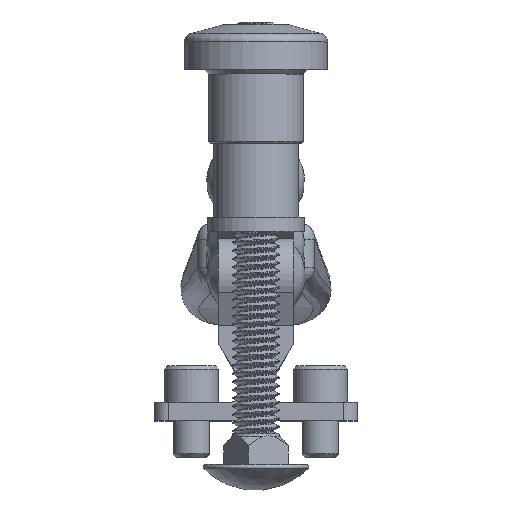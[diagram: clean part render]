
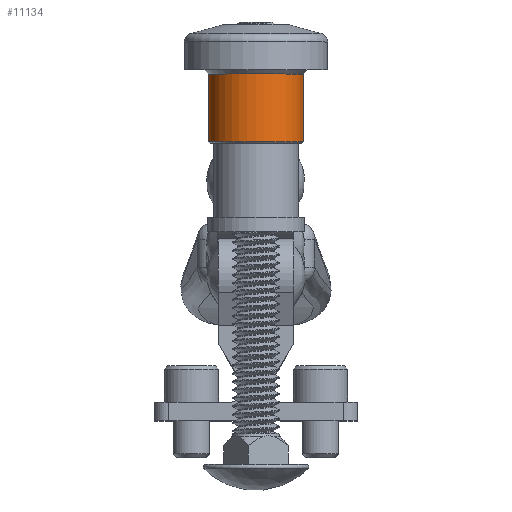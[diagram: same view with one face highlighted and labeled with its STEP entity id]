
A CAD part, top view. The second image highlights one B-rep face of the part: STEP entity #11134.
In plain terms, the highlighted cylindrical face has radius 8.166 mm (diameter 16.332 mm), a full revolution.
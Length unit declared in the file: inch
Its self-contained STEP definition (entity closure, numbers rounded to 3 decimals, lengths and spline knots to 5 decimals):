
#1533=LINE('',#24220,#2384);
#2384=VECTOR('',#14314,0.3215);
#2587=CYLINDRICAL_SURFACE('',#12215,0.3215);
#3468=FACE_OUTER_BOUND('',#4137,.T.);
#4137=EDGE_LOOP('',(#9814,#9815,#9816,#9817));
#4506=CIRCLE('',#12212,0.3215);
#4508=CIRCLE('',#12216,0.3215);
#5372=VERTEX_POINT('',#24211);
#5374=VERTEX_POINT('',#24218);
#6892=EDGE_CURVE('',#5372,#5372,#4506,.T.);
#6894=EDGE_CURVE('',#5374,#5374,#4508,.T.);
#6895=EDGE_CURVE('',#5374,#5372,#1533,.T.);
#9814=ORIENTED_EDGE('',*,*,#6894,.F.);
#9815=ORIENTED_EDGE('',*,*,#6895,.T.);
#9816=ORIENTED_EDGE('',*,*,#6892,.F.);
#9817=ORIENTED_EDGE('',*,*,#6895,.F.);
#11134=ADVANCED_FACE('',(#3468),#2587,.T.);
#12212=AXIS2_PLACEMENT_3D('',#24213,#14304,#14305);
#12215=AXIS2_PLACEMENT_3D('',#24217,#14310,#14311);
#12216=AXIS2_PLACEMENT_3D('',#24219,#14312,#14313);
#14304=DIRECTION('center_axis',(0.,0.,-1.));
#14305=DIRECTION('ref_axis',(-1.,0.,0.));
#14310=DIRECTION('center_axis',(0.,0.,1.));
#14311=DIRECTION('ref_axis',(-1.,0.,0.));
#14312=DIRECTION('center_axis',(0.,0.,1.));
#14313=DIRECTION('ref_axis',(-1.,0.,0.));
#14314=DIRECTION('',(0.,0.,-1.));
#24211=CARTESIAN_POINT('',(0.3215,0.,0.01));
#24213=CARTESIAN_POINT('Origin',(0.,0.,0.01));
#24217=CARTESIAN_POINT('Origin',(0.,0.,0.));
#24218=CARTESIAN_POINT('',(0.3215,0.,0.47));
#24219=CARTESIAN_POINT('Origin',(0.,0.,0.47));
#24220=CARTESIAN_POINT('',(0.3215,0.,0.));
